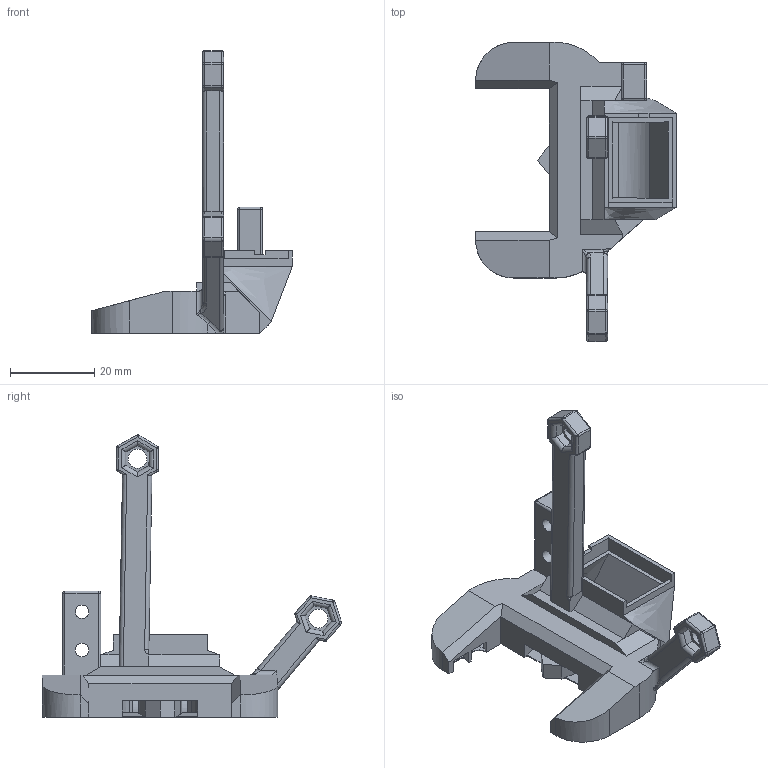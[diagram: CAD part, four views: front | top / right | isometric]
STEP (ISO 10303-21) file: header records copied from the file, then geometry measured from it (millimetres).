
FILE_DESCRIPTION(/* description */ (''),/* implementation_level */ '2;1');
FILE_NAME(/* name */ '34MM Wide Fan duct.step',/* time_stamp */ '2021-01-10T10:12:58-06:00',/* author */ (''),/* organization */ (''),/* preprocessor_version */ 'ST-DEVELOPER v18.1',/* originating_system */ 'Autodesk Translation Framework v9.7.1.1290',/* authorisation */ '');
FILE_SCHEMA (('AUTOMOTIVE_DESIGN { 1 0 10303 214 3 1 1 }'));
Length unit declared in the file: millimetre
Products named in the file (1): 34MM Wide Fan duct
Bounding box: 47.72 x 71.13 x 67.14 mm (x, y, z)
Volume: 11458.3 mm3; surface area: 12413.6 mm2
Topology: 1 solids, 1 shells, 341 faces, 928 edges, 579 vertices
Faces by surface type: plane 189, cylinder 112, sphere 22, bspline 17, torus 1
Full cylindrical faces by diameter (mm): 3.2 x2, 4.5 x2, 6 x2
Entity records: 11162 total; most frequent: CARTESIAN_POINT 2447, ORIENTED_EDGE 1850, DIRECTION 1786, EDGE_CURVE 925, LINE 636, VECTOR 636, VERTEX_POINT 579, AXIS2_PLACEMENT_3D 575
